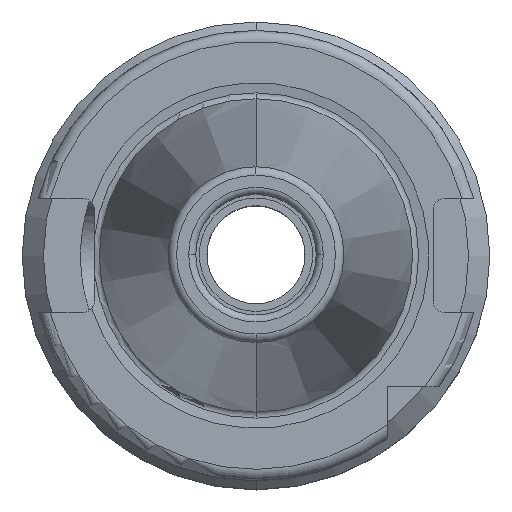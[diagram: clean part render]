
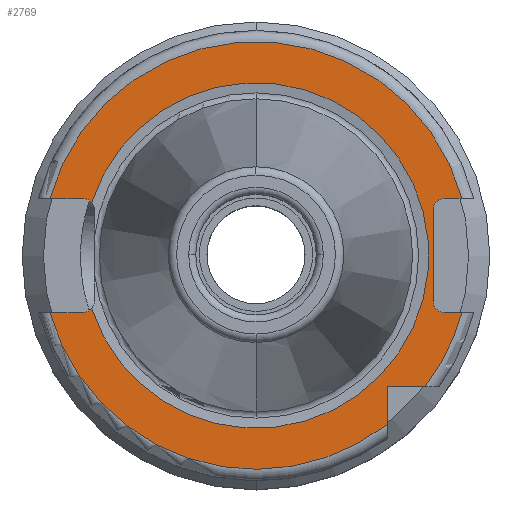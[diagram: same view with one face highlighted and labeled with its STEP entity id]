
A CAD part, top view. The second image highlights one B-rep face of the part: STEP entity #2769.
In plain terms, the highlighted face is planar.
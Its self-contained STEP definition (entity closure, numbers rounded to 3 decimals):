
#130=CARTESIAN_POINT('',(24.4,6.45,3.2));
#131=DIRECTION('',(0.,0.,1.));
#132=DIRECTION('',(0.,1.,0.));
#133=AXIS2_PLACEMENT_3D('',#130,#131,#132);
#160=CARTESIAN_POINT('',(23.189,-7.496,3.2));
#165=CARTESIAN_POINT('',(24.4,-6.45,3.2));
#166=DIRECTION('',(0.,0.,1.));
#167=DIRECTION('',(-0.757,-0.654,0.));
#168=AXIS2_PLACEMENT_3D('',#165,#166,#167);
#205=CARTESIAN_POINT('',(0.,0.,3.2));
#206=DIRECTION('',(0.,0.,1.));
#207=DIRECTION('',(0.952,0.308,0.));
#208=AXIS2_PLACEMENT_3D('',#205,#206,#207);
#213=DIRECTION('',(0.,1.,0.));
#214=VECTOR('',#213,12.9);
#215=CARTESIAN_POINT('',(-25.,-6.45,3.2));
#216=LINE('',#215,#214);
#220=DIRECTION('',(1.,0.,0.));
#221=VECTOR('',#220,2.481);
#222=CARTESIAN_POINT('',(-29.081,-8.05,3.2));
#223=LINE('',#222,#221);
#227=DIRECTION('',(-1.,0.,0.));
#228=VECTOR('',#227,5.339);
#229=CARTESIAN_POINT('',(-18.5,-18.5,3.2));
#230=LINE('',#229,#228);
#234=DIRECTION('',(0.,1.,0.));
#235=VECTOR('',#234,5.339);
#236=CARTESIAN_POINT('',(-18.5,-23.839,3.2));
#237=LINE('',#236,#235);
#241=DIRECTION('',(-1.,0.,0.));
#242=VECTOR('',#241,4.681);
#243=CARTESIAN_POINT('',(29.081,-8.05,3.2));
#244=LINE('',#243,#242);
#248=DIRECTION('',(-1.,0.,0.));
#249=VECTOR('',#248,4.681);
#250=CARTESIAN_POINT('',(29.081,8.05,3.2));
#251=LINE('',#250,#249);
#255=DIRECTION('',(1.,0.,0.));
#256=VECTOR('',#255,2.481);
#257=CARTESIAN_POINT('',(-29.081,8.05,3.2));
#258=LINE('',#257,#256);
#269=CARTESIAN_POINT('',(-26.6,6.45,3.2));
#270=DIRECTION('',(0.,0.,1.));
#271=DIRECTION('',(1.,0.,0.));
#272=AXIS2_PLACEMENT_3D('',#269,#270,#271);
#333=CARTESIAN_POINT('',(-29.081,8.05,3.2));
#345=CARTESIAN_POINT('',(0.,0.,3.2));
#346=DIRECTION('',(0.,0.,-1.));
#347=DIRECTION('',(-0.964,0.267,0.));
#348=AXIS2_PLACEMENT_3D('',#345,#346,#347);
#360=CARTESIAN_POINT('',(29.081,8.05,3.2));
#393=CARTESIAN_POINT('',(29.081,-8.05,3.2));
#405=CARTESIAN_POINT('',(0.,0.,3.2));
#406=DIRECTION('',(0.,0.,-1.));
#407=DIRECTION('',(0.964,-0.267,0.));
#408=AXIS2_PLACEMENT_3D('',#405,#406,#407);
#425=CARTESIAN_POINT('',(0.,0.,3.2));
#426=DIRECTION('',(0.,0.,-1.));
#427=DIRECTION('',(-0.79,-0.613,0.));
#428=AXIS2_PLACEMENT_3D('',#425,#426,#427);
#440=CARTESIAN_POINT('',(-29.081,-8.05,3.2));
#614=CARTESIAN_POINT('',(-26.6,-6.45,3.2));
#615=DIRECTION('',(0.,0.,1.));
#616=DIRECTION('',(0.,-1.,0.));
#617=AXIS2_PLACEMENT_3D('',#614,#615,#616);
#2414=VERTEX_POINT('',#393);
#2415=VERTEX_POINT('',#360);
#2460=VERTEX_POINT('',#333);
#2461=VERTEX_POINT('',#440);
#2486=CARTESIAN_POINT('',(-18.5,-23.839,3.2));
#2487=CARTESIAN_POINT('',(-18.5,-18.5,3.2));
#2488=VERTEX_POINT('',#2486);
#2489=VERTEX_POINT('',#2487);
#2490=CARTESIAN_POINT('',(-23.839,-18.5,3.2));
#2491=VERTEX_POINT('',#2490);
#2538=CARTESIAN_POINT('',(-25.,6.45,3.2));
#2540=VERTEX_POINT('',#2538);
#2542=CARTESIAN_POINT('',(-26.6,8.05,3.2));
#2544=VERTEX_POINT('',#2542);
#2547=CARTESIAN_POINT('',(-25.,-6.45,3.2));
#2549=VERTEX_POINT('',#2547);
#2551=CARTESIAN_POINT('',(-26.6,-8.05,3.2));
#2553=VERTEX_POINT('',#2551);
#2559=CARTESIAN_POINT('',(24.4,8.05,3.2));
#2561=VERTEX_POINT('',#2559);
#2566=CARTESIAN_POINT('',(24.4,-8.05,3.2));
#2568=VERTEX_POINT('',#2566);
#2572=CARTESIAN_POINT('',(23.189,7.496,3.2));
#2573=VERTEX_POINT('',#2572);
#2574=VERTEX_POINT('',#160);
#2735=CARTESIAN_POINT('',(0.,0.,3.2));
#2736=DIRECTION('',(0.,0.,-1.));
#2737=DIRECTION('',(0.,-1.,0.));
#2738=AXIS2_PLACEMENT_3D('',#2735,#2736,#2737);
#2739=PLANE('',#2738);
#2741=ORIENTED_EDGE('',*,*,#2740,.F.);
#2743=ORIENTED_EDGE('',*,*,#2742,.F.);
#2745=ORIENTED_EDGE('',*,*,#2744,.F.);
#2747=ORIENTED_EDGE('',*,*,#2746,.F.);
#2749=ORIENTED_EDGE('',*,*,#2748,.F.);
#2751=ORIENTED_EDGE('',*,*,#2750,.F.);
#2753=ORIENTED_EDGE('',*,*,#2752,.F.);
#2755=ORIENTED_EDGE('',*,*,#2754,.T.);
#2756=ORIENTED_EDGE('',*,*,#2705,.F.);
#2757=ORIENTED_EDGE('',*,*,#2722,.F.);
#2758=ORIENTED_EDGE('',*,*,#2676,.F.);
#2760=ORIENTED_EDGE('',*,*,#2759,.F.);
#2762=ORIENTED_EDGE('',*,*,#2761,.F.);
#2764=ORIENTED_EDGE('',*,*,#2763,.T.);
#2766=ORIENTED_EDGE('',*,*,#2765,.F.);
#2767=EDGE_LOOP('',(#2741,#2743,#2745,#2747,#2749,#2751,#2753,#2755,#2756,#2757,
#2758,#2760,#2762,#2764,#2766));
#2768=FACE_OUTER_BOUND('',#2767,.F.);
#2769=ADVANCED_FACE('',(#2768),#2739,.T.);
#134=CIRCLE('',#133,1.6);
#169=CIRCLE('',#168,1.6);
#209=CIRCLE('',#208,24.371);
#273=CIRCLE('',#272,1.6);
#349=CIRCLE('',#348,30.175);
#409=CIRCLE('',#408,30.175);
#429=CIRCLE('',#428,30.175);
#618=CIRCLE('',#617,1.6);
#2676=EDGE_CURVE('',#2561,#2573,#134,.T.);
#2705=EDGE_CURVE('',#2574,#2568,#169,.T.);
#2722=EDGE_CURVE('',#2573,#2574,#209,.T.);
#2740=EDGE_CURVE('',#2549,#2540,#216,.T.);
#2742=EDGE_CURVE('',#2553,#2549,#618,.T.);
#2744=EDGE_CURVE('',#2461,#2553,#223,.T.);
#2746=EDGE_CURVE('',#2491,#2461,#429,.T.);
#2748=EDGE_CURVE('',#2489,#2491,#230,.T.);
#2750=EDGE_CURVE('',#2488,#2489,#237,.T.);
#2752=EDGE_CURVE('',#2414,#2488,#409,.T.);
#2754=EDGE_CURVE('',#2414,#2568,#244,.T.);
#2759=EDGE_CURVE('',#2415,#2561,#251,.T.);
#2761=EDGE_CURVE('',#2460,#2415,#349,.T.);
#2763=EDGE_CURVE('',#2460,#2544,#258,.T.);
#2765=EDGE_CURVE('',#2540,#2544,#273,.T.);
